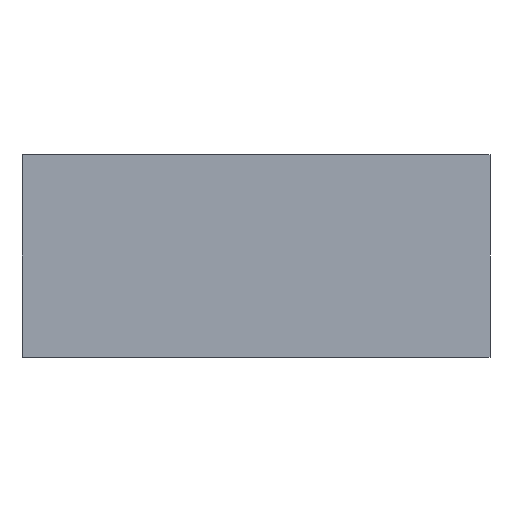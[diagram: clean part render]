
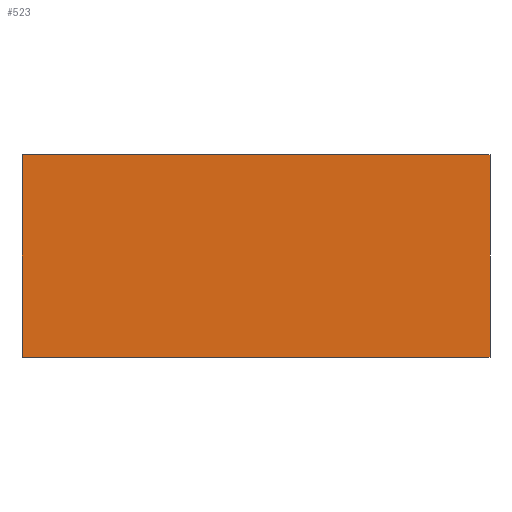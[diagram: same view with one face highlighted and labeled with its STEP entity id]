
A CAD part, front view. The second image highlights one B-rep face of the part: STEP entity #523.
In plain terms, the highlighted planar face has unit normal (0, -1, 0).
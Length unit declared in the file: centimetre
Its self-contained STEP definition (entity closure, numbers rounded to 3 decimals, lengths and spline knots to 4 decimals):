
#61=FACE_OUTER_BOUND('',#97,.T.);
#97=EDGE_LOOP('',(#451,#452,#453,#454));
#128=VERTEX_POINT('',#990);
#129=VERTEX_POINT('',#992);
#162=VERTEX_POINT('',#1098);
#170=VERTEX_POINT('',#1133);
#193=EDGE_CURVE('',#128,#129,#549,.T.);
#248=EDGE_CURVE('',#162,#128,#602,.T.);
#265=EDGE_CURVE('',#170,#129,#618,.T.);
#266=EDGE_CURVE('',#162,#170,#619,.T.);
#451=ORIENTED_EDGE('',*,*,#266,.T.);
#452=ORIENTED_EDGE('',*,*,#265,.T.);
#453=ORIENTED_EDGE('',*,*,#193,.F.);
#454=ORIENTED_EDGE('',*,*,#248,.F.);
#488=PLANE('',#754);
#523=ADVANCED_FACE('',(#61),#488,.T.);
#549=LINE('',#993,#639);
#602=LINE('',#1100,#692);
#618=LINE('',#1135,#708);
#619=LINE('',#1137,#709);
#639=VECTOR('',#797,10.);
#692=VECTOR('',#892,10.);
#708=VECTOR('',#930,10.);
#709=VECTOR('',#933,10.);
#754=AXIS2_PLACEMENT_3D('',#1136,#931,#932);
#797=DIRECTION('',(1.,0.,0.));
#892=DIRECTION('',(0.,0.,1.));
#930=DIRECTION('',(0.,0.,1.));
#931=DIRECTION('center_axis',(0.,-1.,0.));
#932=DIRECTION('ref_axis',(1.,0.,0.));
#933=DIRECTION('',(1.,0.,0.));
#990=CARTESIAN_POINT('',(0.,-155.,160.));
#992=CARTESIAN_POINT('',(370.,-155.,160.));
#993=CARTESIAN_POINT('',(0.,-155.,160.));
#1098=CARTESIAN_POINT('',(0.,-155.,0.));
#1100=CARTESIAN_POINT('',(0.,-155.,0.));
#1133=CARTESIAN_POINT('',(370.,-155.,0.));
#1135=CARTESIAN_POINT('',(370.,-155.,0.));
#1136=CARTESIAN_POINT('Origin',(0.,-155.,0.));
#1137=CARTESIAN_POINT('',(0.,-155.,0.));
